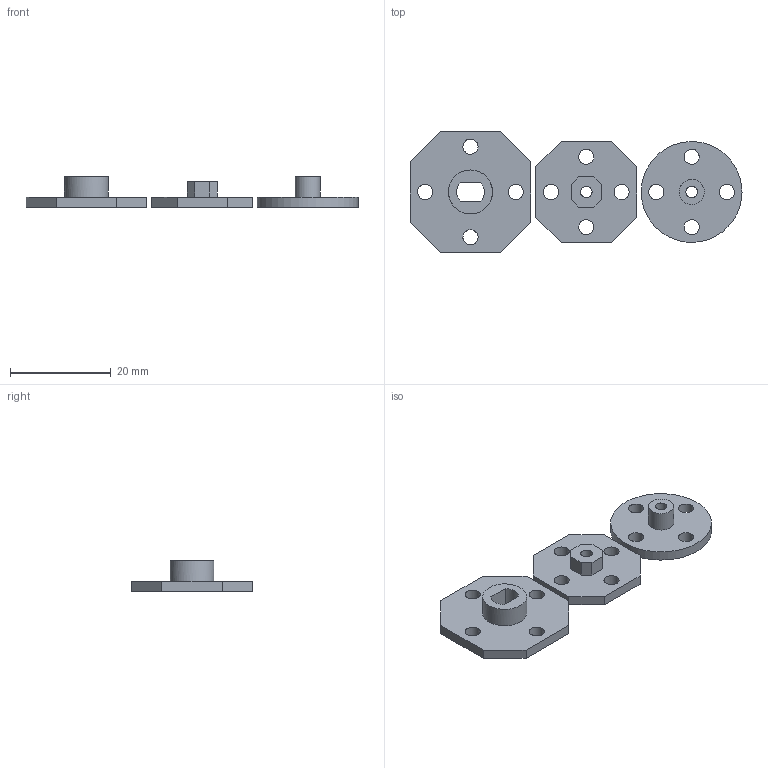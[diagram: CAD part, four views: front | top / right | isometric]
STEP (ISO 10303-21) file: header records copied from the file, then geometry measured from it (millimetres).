
FILE_DESCRIPTION(/* description */ (''),/* implementation_level */ '2;1');
FILE_NAME(/* name */ 'ACTUAT~1',/* time_stamp */ '2025-06-15T18:12:27+03:00',/* author */ (''),/* organization */ (''),/* preprocessor_version */ 'ST-DEVELOPER v16.5',/* originating_system */ '',/* authorisation */ '');
FILE_SCHEMA (('CONFIG_CONTROL_DESIGN'));
Length unit declared in the file: millimetre
Products named in the file (1): Document
Bounding box: 65.89 x 24 x 6 mm (x, y, z)
Volume: 2421.6 mm3; surface area: 3176.9 mm2
Topology: 3 solids, 3 shells, 54 faces, 135 edges, 90 vertices
Faces by surface type: plane 35, cylinder 19
Full cylindrical faces by diameter (mm): 2.292 x2, 3 x12, 5 x1, 8.727 x1, 20 x1
Entity records: 1717 total; most frequent: CARTESIAN_POINT 660, ORIENTED_EDGE 270, EDGE_CURVE 135, VERTEX_POINT 90, EDGE_LOOP 87, B_SPLINE_CURVE_WITH_KNOTS 76, DIRECTION 58, AXIS2_PLACEMENT_3D 56
